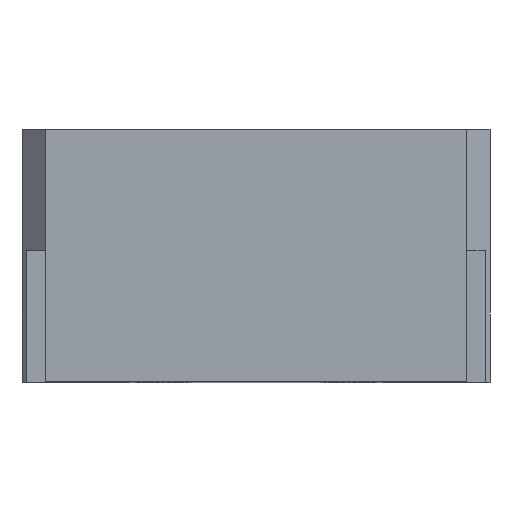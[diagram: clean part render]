
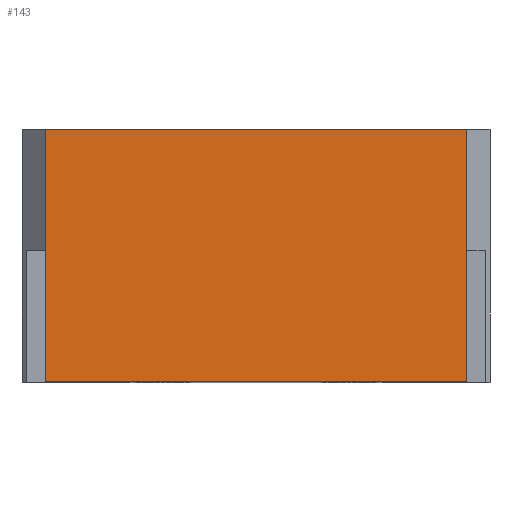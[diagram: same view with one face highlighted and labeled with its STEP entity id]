
A CAD part, top view. The second image highlights one B-rep face of the part: STEP entity #143.
In plain terms, the highlighted planar face has unit normal (0, 0, 1).
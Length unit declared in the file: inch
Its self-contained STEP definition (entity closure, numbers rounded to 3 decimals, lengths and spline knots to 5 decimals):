
#143 = ADVANCED_FACE ( 'NONE', ( #1225 ), #1029, .F. ) ;
#144 = VERTEX_POINT ( 'NONE', #507 ) ;
#212 = AXIS2_PLACEMENT_3D ( 'NONE', #1999, #2232, #1968 ) ;
#229 = CARTESIAN_POINT ( 'NONE',  ( -0.08858, 0.1063, 0.09843 ) ) ;
#250 = EDGE_CURVE ( 'NONE', #1964, #1009, #1536, .T. ) ;
#268 = ORIENTED_EDGE ( 'NONE', *, *, #1380, .T. ) ;
#341 = ORIENTED_EDGE ( 'NONE', *, *, #250, .F. ) ;
#372 = VECTOR ( 'NONE', #1478, 39.37008 ) ;
#507 = CARTESIAN_POINT ( 'NONE',  ( -0.08858, 0.1063, 0.09843 ) ) ;
#580 = VERTEX_POINT ( 'NONE', #1203 ) ;
#662 = LINE ( 'NONE', #1663, #1016 ) ;
#782 = EDGE_CURVE ( 'NONE', #144, #580, #1992, .T. ) ;
#1009 = VERTEX_POINT ( 'NONE', #2700 ) ;
#1016 = VECTOR ( 'NONE', #1457, 39.37008 ) ;
#1029 = PLANE ( 'NONE',  #212 ) ;
#1059 = LINE ( 'NONE', #3065, #1688 ) ;
#1203 = CARTESIAN_POINT ( 'NONE',  ( -0.08858, 0., 0.09843 ) ) ;
#1225 = FACE_OUTER_BOUND ( 'NONE', #1463, .T. ) ;
#1250 = EDGE_CURVE ( 'NONE', #144, #1964, #662, .T. ) ;
#1272 = VECTOR ( 'NONE', #2528, 39.37008 ) ;
#1276 = ORIENTED_EDGE ( 'NONE', *, *, #1250, .F. ) ;
#1380 = EDGE_CURVE ( 'NONE', #580, #1009, #1059, .T. ) ;
#1457 = DIRECTION ( 'NONE',  ( 1., 0., 0. ) ) ;
#1463 = EDGE_LOOP ( 'NONE', ( #268, #341, #1276, #2032 ) ) ;
#1478 = DIRECTION ( 'NONE',  ( 0., -1., 0. ) ) ;
#1536 = LINE ( 'NONE', #2076, #1272 ) ;
#1568 = DIRECTION ( 'NONE',  ( 1., 0., 0. ) ) ;
#1663 = CARTESIAN_POINT ( 'NONE',  ( 0.08858, 0.1063, 0.09843 ) ) ;
#1688 = VECTOR ( 'NONE', #1568, 39.37008 ) ;
#1964 = VERTEX_POINT ( 'NONE', #2798 ) ;
#1968 = DIRECTION ( 'NONE',  ( -1., 0., 0. ) ) ;
#1992 = LINE ( 'NONE', #229, #372 ) ;
#1999 = CARTESIAN_POINT ( 'NONE',  ( 0.08858, 0.1063, 0.09843 ) ) ;
#2032 = ORIENTED_EDGE ( 'NONE', *, *, #782, .T. ) ;
#2076 = CARTESIAN_POINT ( 'NONE',  ( 0.08858, 0.1063, 0.09843 ) ) ;
#2232 = DIRECTION ( 'NONE',  ( 0., 0., -1. ) ) ;
#2528 = DIRECTION ( 'NONE',  ( 0., -1., 0. ) ) ;
#2700 = CARTESIAN_POINT ( 'NONE',  ( 0.08858, 0., 0.09843 ) ) ;
#2798 = CARTESIAN_POINT ( 'NONE',  ( 0.08858, 0.1063, 0.09843 ) ) ;
#3065 = CARTESIAN_POINT ( 'NONE',  ( 0.08858, 0., 0.09843 ) ) ;
